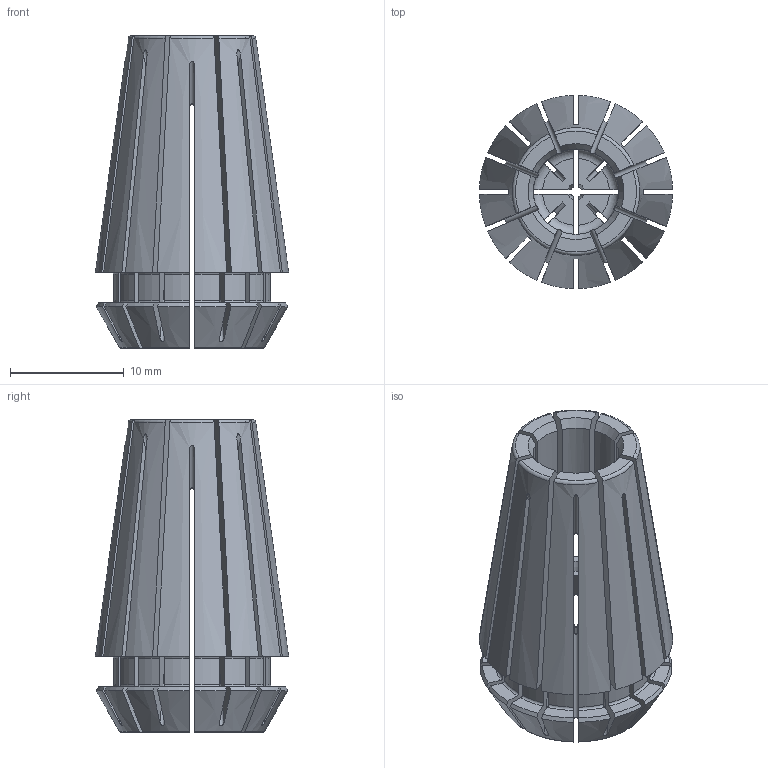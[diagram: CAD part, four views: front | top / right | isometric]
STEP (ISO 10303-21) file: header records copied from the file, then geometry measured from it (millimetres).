
FILE_DESCRIPTION(/* description */ (''),/* implementation_level */ '2;1');
FILE_NAME(/* name */ '111601006.stp',/* time_stamp */ '2021-06-01T15:44:06',/* author */ ('LRA'),/* organization */ ('REGO-FIX'),/* preprocessor_version */ ' Unknown',/* originating_system */ 'SIEMENS PLM Software Solid Edge ST10',/* authorization */ 'Unknown');
FILE_SCHEMA (('AUTOMOTIVE_DESIGN { 1 0 10303 214 2 1 1}'));
Length unit declared in the file: millimetre
Products named in the file (1): NOCUT
Bounding box: 16.99 x 16.99 x 27.5 mm (x, y, z)
Volume: 3099.9 mm3; surface area: 4795.7 mm2
Topology: 1 solids, 1 shells, 248 faces, 792 edges, 528 vertices
Faces by surface type: plane 84, torus 64, cylinder 52, cone 48
Entity records: 9348 total; most frequent: CARTESIAN_POINT 2676, ORIENTED_EDGE 1584, DIRECTION 1212, EDGE_CURVE 792, VERTEX_POINT 528, AXIS2_PLACEMENT_3D 476, B_SPLINE_CURVE_WITH_KNOTS 308, LINE 260
